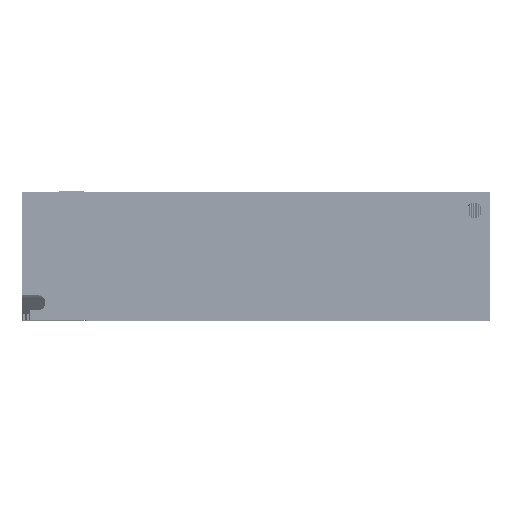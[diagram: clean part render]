
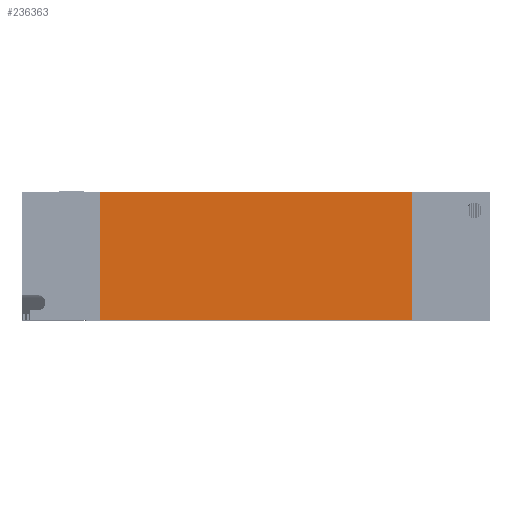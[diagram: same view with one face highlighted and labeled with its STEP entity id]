
A CAD part, top view. The second image highlights one B-rep face of the part: STEP entity #236363.
In plain terms, the highlighted planar face has unit normal (0, 0, 1).
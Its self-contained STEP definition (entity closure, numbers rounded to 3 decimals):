
#24983 = LINE ( 'NONE', #151790, #126988 ) ;
#28908 = LINE ( 'NONE', #179564, #219493 ) ;
#45711 = CARTESIAN_POINT ( 'NONE',  ( -50.141, 52.121, 165.4 ) ) ;
#52393 = VECTOR ( 'NONE', #152821, 1000. ) ;
#53083 = EDGE_CURVE ( 'NONE', #58335, #206534, #84342, .T. ) ;
#58335 = VERTEX_POINT ( 'NONE', #224486 ) ;
#60978 = CARTESIAN_POINT ( 'NONE',  ( -50.141, 11.121, 165.4 ) ) ;
#63379 = EDGE_CURVE ( 'NONE', #190125, #156443, #214250, .T. ) ;
#66522 = FACE_OUTER_BOUND ( 'NONE', #213126, .T. ) ;
#73679 = ORIENTED_EDGE ( 'NONE', *, *, #76573, .F. ) ;
#76573 = EDGE_CURVE ( 'NONE', #190125, #58335, #28908, .T. ) ;
#77917 = VECTOR ( 'NONE', #80059, 1000. ) ;
#80059 = DIRECTION ( 'NONE',  ( 0., 1., 0. ) ) ;
#80966 = CARTESIAN_POINT ( 'NONE',  ( -50.141, 11.121, 165.4 ) ) ;
#84342 = LINE ( 'NONE', #80966, #77917 ) ;
#85858 = CARTESIAN_POINT ( 'NONE',  ( 49.859, 11.121, 165.4 ) ) ;
#101831 = DIRECTION ( 'NONE',  ( -1., 0., 0. ) ) ;
#124692 = CARTESIAN_POINT ( 'NONE',  ( 49.859, 52.121, 165.4 ) ) ;
#126988 = VECTOR ( 'NONE', #151259, 1000. ) ;
#134224 = AXIS2_PLACEMENT_3D ( 'NONE', #60978, #262835, #101831 ) ;
#151259 = DIRECTION ( 'NONE',  ( -1., 0., 0. ) ) ;
#151790 = CARTESIAN_POINT ( 'NONE',  ( -50.141, 52.121, 165.4 ) ) ;
#152821 = DIRECTION ( 'NONE',  ( 0., 1., 0. ) ) ;
#153370 = CARTESIAN_POINT ( 'NONE',  ( 49.859, 11.121, 165.4 ) ) ;
#156443 = VERTEX_POINT ( 'NONE', #124692 ) ;
#163000 = ORIENTED_EDGE ( 'NONE', *, *, #53083, .F. ) ;
#178123 = DIRECTION ( 'NONE',  ( -1., 0., 0. ) ) ;
#179564 = CARTESIAN_POINT ( 'NONE',  ( -50.141, 11.121, 165.4 ) ) ;
#190125 = VERTEX_POINT ( 'NONE', #85858 ) ;
#194079 = EDGE_CURVE ( 'NONE', #156443, #206534, #24983, .T. ) ;
#206534 = VERTEX_POINT ( 'NONE', #45711 ) ;
#209579 = ORIENTED_EDGE ( 'NONE', *, *, #194079, .T. ) ;
#213126 = EDGE_LOOP ( 'NONE', ( #209579, #163000, #73679, #249695 ) ) ;
#214250 = LINE ( 'NONE', #153370, #52393 ) ;
#219493 = VECTOR ( 'NONE', #178123, 1000. ) ;
#223044 = PLANE ( 'NONE',  #134224 ) ;
#224486 = CARTESIAN_POINT ( 'NONE',  ( -50.141, 11.121, 165.4 ) ) ;
#236363 = ADVANCED_FACE ( 'NONE', ( #66522 ), #223044, .F. ) ;
#249695 = ORIENTED_EDGE ( 'NONE', *, *, #63379, .T. ) ;
#262835 = DIRECTION ( 'NONE',  ( 0., 0., -1. ) ) ;
